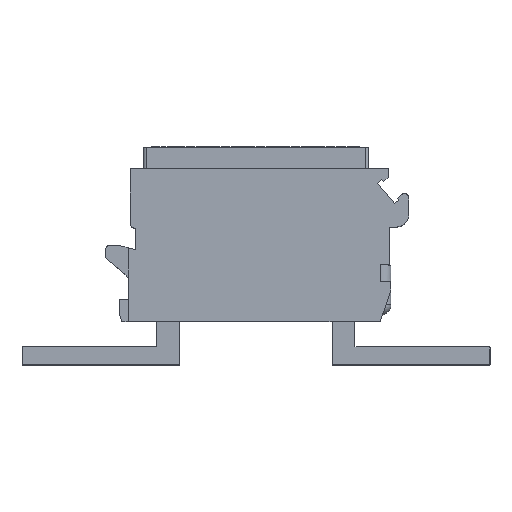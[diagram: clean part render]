
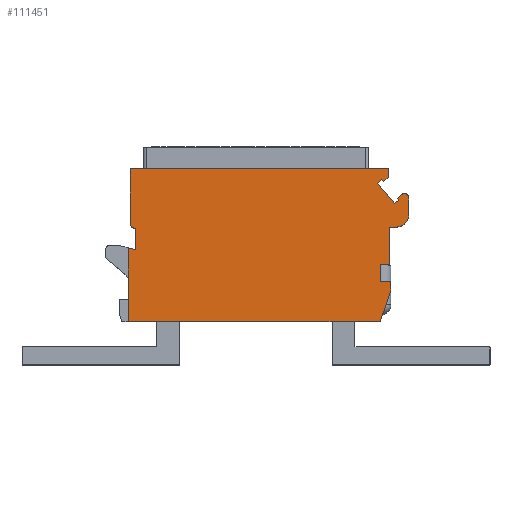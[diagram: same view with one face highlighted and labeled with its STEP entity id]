
A CAD part, top view. The second image highlights one B-rep face of the part: STEP entity #111451.
In plain terms, the highlighted planar face has unit normal (0, 0, 1).
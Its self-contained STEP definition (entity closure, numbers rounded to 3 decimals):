
#93831=DIRECTION('',(0.,-1.,0.));
#93832=VECTOR('',#93831,8.205);
#93833=CARTESIAN_POINT('',(-14.2,4.709,7.));
#93834=LINE('',#93833,#93832);
#93943=DIRECTION('',(-0.966,0.259,0.));
#93944=VECTOR('',#93943,0.828);
#93945=CARTESIAN_POINT('',(-13.4,4.494,7.));
#93946=LINE('',#93945,#93944);
#93947=DIRECTION('',(0.,-1.,0.));
#93948=VECTOR('',#93947,2.409);
#93949=CARTESIAN_POINT('',(-13.4,6.903,7.));
#93950=LINE('',#93949,#93948);
#93951=DIRECTION('',(1.,0.,0.));
#93952=VECTOR('',#93951,0.1);
#93953=CARTESIAN_POINT('',(-13.5,6.903,7.));
#93954=LINE('',#93953,#93952);
#93955=CARTESIAN_POINT('',(-13.5,7.403,7.));
#93956=DIRECTION('',(0.,0.,1.));
#93957=DIRECTION('',(-1.,0.,0.));
#93958=AXIS2_PLACEMENT_3D('',#93955,#93956,#93957);
#93960=DIRECTION('',(0.,-1.,0.));
#93961=VECTOR('',#93960,6.1);
#93962=CARTESIAN_POINT('',(-14.,13.503,7.));
#93963=LINE('',#93962,#93961);
#93964=DIRECTION('',(-1.,0.,0.));
#93965=VECTOR('',#93964,28.7);
#93966=CARTESIAN_POINT('',(14.7,13.503,7.));
#93967=LINE('',#93966,#93965);
#93968=DIRECTION('',(0.,-1.,0.));
#93969=VECTOR('',#93968,0.985);
#93970=CARTESIAN_POINT('',(14.7,13.503,7.));
#93971=LINE('',#93970,#93969);
#93972=DIRECTION('',(-0.766,-0.643,0.));
#93973=VECTOR('',#93972,0.715);
#93974=CARTESIAN_POINT('',(14.7,12.519,7.));
#93975=LINE('',#93974,#93973);
#93976=DIRECTION('',(-0.643,0.766,0.));
#93977=VECTOR('',#93976,0.3);
#93978=CARTESIAN_POINT('',(14.152,12.059,7.));
#93979=LINE('',#93978,#93977);
#93980=DIRECTION('',(-0.766,-0.643,0.));
#93981=VECTOR('',#93980,0.6);
#93982=CARTESIAN_POINT('',(13.96,12.289,7.));
#93983=LINE('',#93982,#93981);
#93984=DIRECTION('',(0.643,-0.766,0.));
#93985=VECTOR('',#93984,3.);
#93986=CARTESIAN_POINT('',(13.5,11.903,7.));
#93987=LINE('',#93986,#93985);
#93988=DIRECTION('',(0.766,0.643,0.));
#93989=VECTOR('',#93988,0.6);
#93990=CARTESIAN_POINT('',(15.428,9.605,7.));
#93991=LINE('',#93990,#93989);
#93992=DIRECTION('',(-0.643,0.766,0.));
#93993=VECTOR('',#93992,0.3);
#93994=CARTESIAN_POINT('',(15.888,9.991,7.));
#93995=LINE('',#93994,#93993);
#93996=DIRECTION('',(0.766,0.643,0.));
#93997=VECTOR('',#93996,0.631);
#93998=CARTESIAN_POINT('',(15.695,10.221,7.));
#93999=LINE('',#93998,#93997);
#94000=DIRECTION('',(0.,1.,0.));
#94001=VECTOR('',#94000,1.74);
#94002=CARTESIAN_POINT('',(17.,8.503,7.));
#94003=LINE('',#94002,#94001);
#94004=CARTESIAN_POINT('',(15.5,8.503,7.));
#94005=DIRECTION('',(0.,0.,1.));
#94006=DIRECTION('',(0.,-1.,0.));
#94007=AXIS2_PLACEMENT_3D('',#94004,#94005,#94006);
#94009=DIRECTION('',(1.,0.,0.));
#94010=VECTOR('',#94009,0.7);
#94011=CARTESIAN_POINT('',(14.8,7.003,7.));
#94012=LINE('',#94011,#94010);
#94013=DIRECTION('',(0.,1.,0.));
#94014=VECTOR('',#94013,4.2);
#94015=CARTESIAN_POINT('',(14.8,2.803,7.));
#94016=LINE('',#94015,#94014);
#94017=DIRECTION('',(1.,0.,0.));
#94018=VECTOR('',#94017,1.);
#94019=CARTESIAN_POINT('',(13.8,2.803,7.));
#94020=LINE('',#94019,#94018);
#94021=DIRECTION('',(0.,1.,0.));
#94022=VECTOR('',#94021,1.8);
#94023=CARTESIAN_POINT('',(13.8,1.003,7.));
#94024=LINE('',#94023,#94022);
#94025=DIRECTION('',(-1.,0.,0.));
#94026=VECTOR('',#94025,1.2);
#94027=CARTESIAN_POINT('',(15.,1.003,7.));
#94028=LINE('',#94027,#94026);
#94029=DIRECTION('',(0.,1.,0.));
#94030=VECTOR('',#94029,1.);
#94031=CARTESIAN_POINT('',(15.,0.003,7.));
#94032=LINE('',#94031,#94030);
#94033=DIRECTION('',(0.324,0.946,0.));
#94034=VECTOR('',#94033,3.7);
#94035=CARTESIAN_POINT('',(13.8,-3.497,7.));
#94036=LINE('',#94035,#94034);
#94037=DIRECTION('',(1.,0.,0.));
#94038=VECTOR('',#94037,28.);
#94039=CARTESIAN_POINT('',(-14.2,-3.497,7.));
#94040=LINE('',#94039,#94038);
#94073=CARTESIAN_POINT('',(16.5,10.243,7.));
#94074=DIRECTION('',(0.,0.,1.));
#94075=DIRECTION('',(1.,0.,0.));
#94076=AXIS2_PLACEMENT_3D('',#94073,#94074,#94075);
#105956=CARTESIAN_POINT('',(13.8,-3.497,7.));
#105957=CARTESIAN_POINT('',(15.,0.003,7.));
#105958=VERTEX_POINT('',#105956);
#105959=VERTEX_POINT('',#105957);
#105960=CARTESIAN_POINT('',(15.,1.003,7.));
#105961=VERTEX_POINT('',#105960);
#105962=CARTESIAN_POINT('',(13.8,1.003,7.));
#105963=VERTEX_POINT('',#105962);
#105964=CARTESIAN_POINT('',(13.8,2.803,7.));
#105965=VERTEX_POINT('',#105964);
#105966=CARTESIAN_POINT('',(14.8,2.803,7.));
#105967=VERTEX_POINT('',#105966);
#105968=CARTESIAN_POINT('',(14.8,7.003,7.));
#105969=VERTEX_POINT('',#105968);
#105970=CARTESIAN_POINT('',(15.5,7.003,7.));
#105971=VERTEX_POINT('',#105970);
#105974=CARTESIAN_POINT('',(17.,8.503,7.));
#105975=VERTEX_POINT('',#105974);
#105986=CARTESIAN_POINT('',(-14.,13.503,7.));
#105987=CARTESIAN_POINT('',(-14.,7.403,7.));
#105988=VERTEX_POINT('',#105986);
#105989=VERTEX_POINT('',#105987);
#105990=CARTESIAN_POINT('',(-13.5,6.903,7.));
#105991=VERTEX_POINT('',#105990);
#105992=CARTESIAN_POINT('',(-13.4,6.903,7.));
#105993=VERTEX_POINT('',#105992);
#105994=CARTESIAN_POINT('',(-13.4,4.494,7.));
#105995=VERTEX_POINT('',#105994);
#106012=CARTESIAN_POINT('',(14.7,13.503,7.));
#106013=CARTESIAN_POINT('',(14.7,12.519,7.));
#106014=VERTEX_POINT('',#106012);
#106015=VERTEX_POINT('',#106013);
#106016=CARTESIAN_POINT('',(14.152,12.059,7.));
#106017=VERTEX_POINT('',#106016);
#106018=CARTESIAN_POINT('',(13.96,12.289,7.));
#106019=VERTEX_POINT('',#106018);
#106020=CARTESIAN_POINT('',(13.5,11.903,7.));
#106021=VERTEX_POINT('',#106020);
#106022=CARTESIAN_POINT('',(15.428,9.605,7.));
#106023=VERTEX_POINT('',#106022);
#106024=CARTESIAN_POINT('',(15.888,9.991,7.));
#106025=VERTEX_POINT('',#106024);
#106026=CARTESIAN_POINT('',(15.695,10.221,7.));
#106027=VERTEX_POINT('',#106026);
#106029=CARTESIAN_POINT('',(17.,10.243,7.));
#106031=VERTEX_POINT('',#106029);
#106032=CARTESIAN_POINT('',(16.179,10.626,7.));
#106033=VERTEX_POINT('',#106032);
#106036=CARTESIAN_POINT('',(-14.2,-3.497,7.));
#106038=VERTEX_POINT('',#106036);
#106048=CARTESIAN_POINT('',(-14.2,4.709,7.));
#106050=VERTEX_POINT('',#106048);
#111400=CARTESIAN_POINT('',(0.1,-3.497,7.));
#111401=DIRECTION('',(0.,0.,1.));
#111402=DIRECTION('',(1.,0.,0.));
#111403=AXIS2_PLACEMENT_3D('',#111400,#111401,#111402);
#111404=PLANE('',#111403);
#111405=ORIENTED_EDGE('',*,*,#111205,.F.);
#111406=ORIENTED_EDGE('',*,*,#111236,.F.);
#111407=ORIENTED_EDGE('',*,*,#111353,.F.);
#111408=ORIENTED_EDGE('',*,*,#111367,.F.);
#111409=ORIENTED_EDGE('',*,*,#111381,.F.);
#111410=ORIENTED_EDGE('',*,*,#111394,.F.);
#111411=ORIENTED_EDGE('',*,*,#111090,.F.);
#111412=ORIENTED_EDGE('',*,*,#111125,.T.);
#111414=ORIENTED_EDGE('',*,*,#111413,.T.);
#111416=ORIENTED_EDGE('',*,*,#111415,.T.);
#111418=ORIENTED_EDGE('',*,*,#111417,.T.);
#111420=ORIENTED_EDGE('',*,*,#111419,.T.);
#111422=ORIENTED_EDGE('',*,*,#111421,.T.);
#111424=ORIENTED_EDGE('',*,*,#111423,.T.);
#111426=ORIENTED_EDGE('',*,*,#111425,.T.);
#111428=ORIENTED_EDGE('',*,*,#111427,.F.);
#111430=ORIENTED_EDGE('',*,*,#111429,.F.);
#111432=ORIENTED_EDGE('',*,*,#111431,.F.);
#111434=ORIENTED_EDGE('',*,*,#111433,.F.);
#111436=ORIENTED_EDGE('',*,*,#111435,.F.);
#111438=ORIENTED_EDGE('',*,*,#111437,.F.);
#111440=ORIENTED_EDGE('',*,*,#111439,.F.);
#111442=ORIENTED_EDGE('',*,*,#111441,.F.);
#111444=ORIENTED_EDGE('',*,*,#111443,.F.);
#111446=ORIENTED_EDGE('',*,*,#111445,.F.);
#111448=ORIENTED_EDGE('',*,*,#111447,.F.);
#111449=EDGE_LOOP('',(#111405,#111406,#111407,#111408,#111409,#111410,#111411,
#111412,#111414,#111416,#111418,#111420,#111422,#111424,#111426,#111428,#111430,
#111432,#111434,#111436,#111438,#111440,#111442,#111444,#111446,#111448));
#111450=FACE_OUTER_BOUND('',#111449,.F.);
#111451=ADVANCED_FACE('',(#111450),#111404,.T.);
#93959=CIRCLE('',#93958,0.5);
#94008=CIRCLE('',#94007,1.5);
#94077=CIRCLE('',#94076,0.5);
#111090=EDGE_CURVE('',#106014,#105988,#93967,.T.);
#111125=EDGE_CURVE('',#106014,#106015,#93971,.T.);
#111205=EDGE_CURVE('',#106050,#106038,#93834,.T.);
#111236=EDGE_CURVE('',#105995,#106050,#93946,.T.);
#111353=EDGE_CURVE('',#105993,#105995,#93950,.T.);
#111367=EDGE_CURVE('',#105991,#105993,#93954,.T.);
#111381=EDGE_CURVE('',#105989,#105991,#93959,.T.);
#111394=EDGE_CURVE('',#105988,#105989,#93963,.T.);
#111413=EDGE_CURVE('',#106015,#106017,#93975,.T.);
#111415=EDGE_CURVE('',#106017,#106019,#93979,.T.);
#111417=EDGE_CURVE('',#106019,#106021,#93983,.T.);
#111419=EDGE_CURVE('',#106021,#106023,#93987,.T.);
#111421=EDGE_CURVE('',#106023,#106025,#93991,.T.);
#111423=EDGE_CURVE('',#106025,#106027,#93995,.T.);
#111425=EDGE_CURVE('',#106027,#106033,#93999,.T.);
#111427=EDGE_CURVE('',#106031,#106033,#94077,.T.);
#111429=EDGE_CURVE('',#105975,#106031,#94003,.T.);
#111431=EDGE_CURVE('',#105971,#105975,#94008,.T.);
#111433=EDGE_CURVE('',#105969,#105971,#94012,.T.);
#111435=EDGE_CURVE('',#105967,#105969,#94016,.T.);
#111437=EDGE_CURVE('',#105965,#105967,#94020,.T.);
#111439=EDGE_CURVE('',#105963,#105965,#94024,.T.);
#111441=EDGE_CURVE('',#105961,#105963,#94028,.T.);
#111443=EDGE_CURVE('',#105959,#105961,#94032,.T.);
#111445=EDGE_CURVE('',#105958,#105959,#94036,.T.);
#111447=EDGE_CURVE('',#106038,#105958,#94040,.T.);
